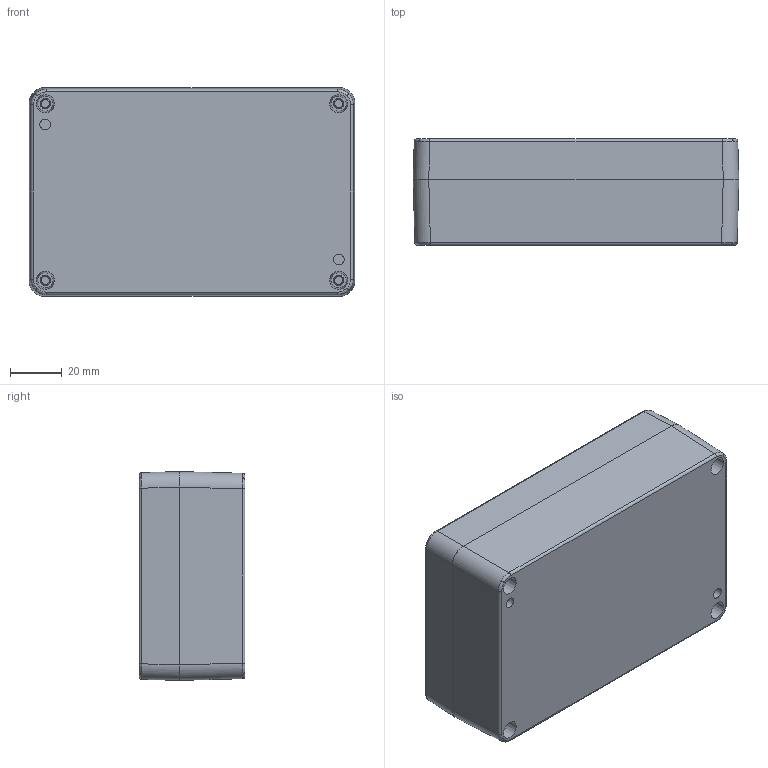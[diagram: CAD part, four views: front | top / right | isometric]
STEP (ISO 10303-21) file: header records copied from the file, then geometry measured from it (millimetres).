
FILE_DESCRIPTION((''),'2;1');
FILE_NAME('1550Z107 asm v1 090904.iam.stp','2013-09-19T09:57:33',(''),(''),'Autodesk Inventor 2013','Autodesk Inventor 2013','');
FILE_SCHEMA(('AUTOMOTIVE_DESIGN { 1 0 10303 214 1 1 1 1 }'));
Length unit declared in the file: millimetre
Products named in the file (5): 1550Z107 asm v1 090904; M4x0.7x30 Flat Cross_B18.6.7M - M4 x 0.7 x 40 Type I Cross Recessed FHMS --40N; 1550Z107 gasket v1 091103_w]; 1550Z108 LID v1 090904_w]; 1550Z107 BOX v1 090904_w]
Assembly tree (7 placements, depth 2):
  1550Z107 asm v1 090904
    M4x0.7x30 Flat Cross_B18.6.7M - M4 x 0.7 x 40 Type I Cross Recessed FHMS --40N  x4
    1550Z107 gasket v1 091103_w]
    1550Z108 LID v1 090904_w]
    1550Z107 BOX v1 090904_w]
Bounding box: 125.4 x 40.8 x 80.4 mm (x, y, z)
Volume: 144740.9 mm3; surface area: 78642.1 mm2
Topology: 7 solids, 7 shells, 1416 faces, 3579 edges, 2257 vertices
Faces by surface type: bspline 433, plane 385, cone 248, cylinder 220, torus 122, sphere 8
Full cylindrical faces by diameter (mm): 3.3 x4, 3.6 x4, 3.9 x60, 7.6 x4
Entity records: 56195 total; most frequent: CARTESIAN_POINT 29758, ORIENTED_EDGE 5920, DIRECTION 4390, EDGE_CURVE 2960, VERTEX_POINT 1924, AXIS2_PLACEMENT_3D 1511, EDGE_LOOP 1426, VECTOR 1368
